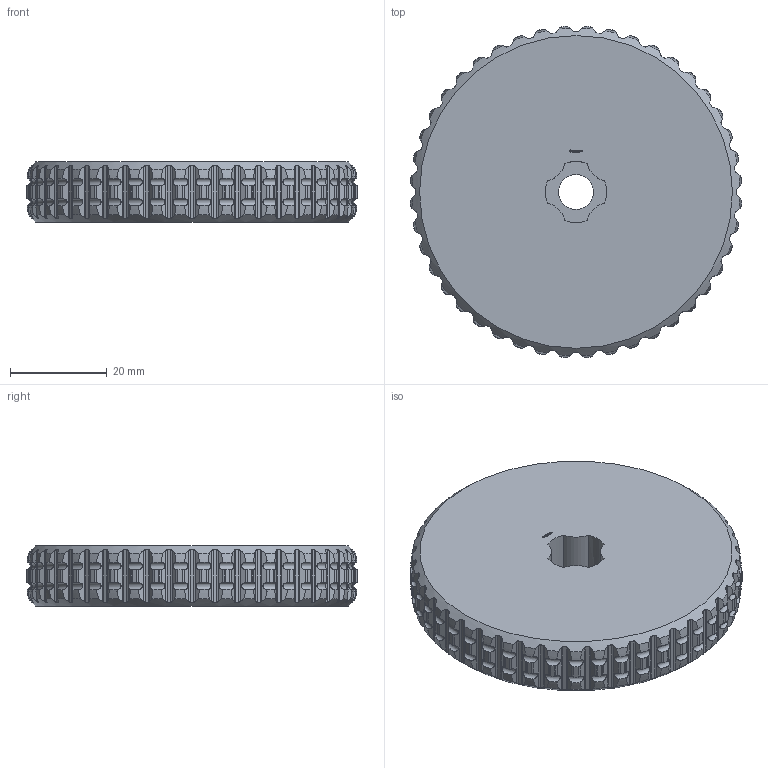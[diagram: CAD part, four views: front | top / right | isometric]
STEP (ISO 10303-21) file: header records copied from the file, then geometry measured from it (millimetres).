
FILE_DESCRIPTION(('FreeCAD Model'),'2;1');
FILE_NAME('Open CASCADE Shape Model','2023-12-20T19:06:16',(''),(''), 'Open CASCADE STEP processor 7.6','FreeCAD','Unknown');
FILE_SCHEMA(('AUTOMOTIVE_DESIGN { 1 0 10303 214 1 1 1 1 }'));
Products named in the file (1): Wheel GND TTRD PLN BU05.50x01.00 - SPN-WHL-0015 (stemfie.org)
Bounding box: 68.65 x 68.65 x 12.5 mm (x, y, z)
Volume: 42851.2 mm3; surface area: 10758.7 mm2
Topology: 1 solids, 1 shells, 1454 faces, 4216 edges, 2808 vertices
Faces by surface type: cylinder 497, plane 462, cone 197, extrusion 122, revolution 88, torus 88
Full cylindrical faces by diameter (mm): 2 x4, 7.2 x1
Entity records: 151615 total; most frequent: CARTESIAN_POINT 66748, DIRECTION 10736, ORIENTED_EDGE 8432, PCURVE 8432, DEFINITIONAL_REPRESENTATION 8432, VECTOR 6180, LINE 6058, B_SPLINE_CURVE_WITH_KNOTS 5646
